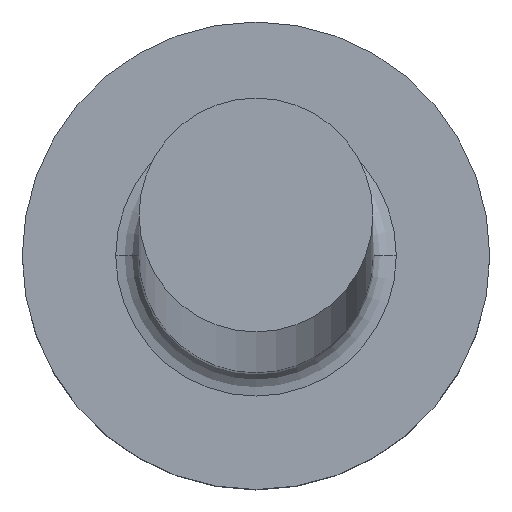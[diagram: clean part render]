
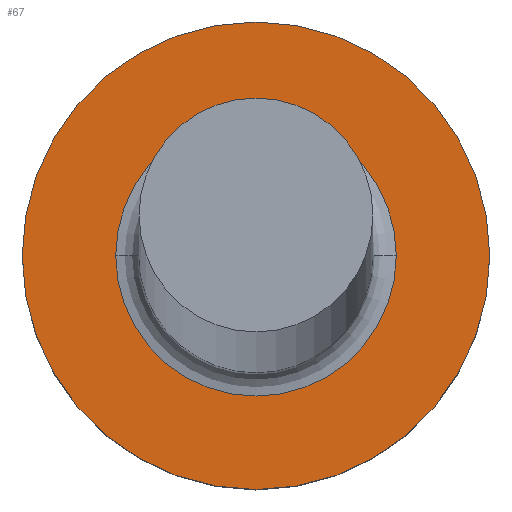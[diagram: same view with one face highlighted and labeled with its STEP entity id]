
A CAD part, top view. The second image highlights one B-rep face of the part: STEP entity #67.
In plain terms, the highlighted planar face has unit normal (0, 0, 1).
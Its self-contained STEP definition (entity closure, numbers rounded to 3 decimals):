
#12 = FACE_BOUND ( 'NONE', #101, .T. ) ;
#13 = DIRECTION ( 'NONE',  ( 1., 0., 0. ) ) ;
#15 = CARTESIAN_POINT ( 'NONE',  ( 0., 0., 2. ) ) ;
#16 = CARTESIAN_POINT ( 'NONE',  ( -2., 0., 2. ) ) ;
#32 = PLANE ( 'NONE',  #260 ) ;
#34 = CARTESIAN_POINT ( 'NONE',  ( 0., 0., 2. ) ) ;
#35 = CARTESIAN_POINT ( 'NONE',  ( 0., 0., 2. ) ) ;
#55 = CARTESIAN_POINT ( 'NONE',  ( 1.2, 0., 2. ) ) ;
#57 = VERTEX_POINT ( 'NONE', #59 ) ;
#59 = CARTESIAN_POINT ( 'NONE',  ( 2., 0., 2. ) ) ;
#65 = DIRECTION ( 'NONE',  ( 0., 0., 1. ) ) ;
#67 = ADVANCED_FACE ( 'NONE', ( #12, #231 ), #32, .T. ) ;
#68 = AXIS2_PLACEMENT_3D ( 'NONE', #34, #174, #13 ) ;
#70 = ORIENTED_EDGE ( 'NONE', *, *, #107, .T. ) ;
#86 = CIRCLE ( 'NONE', #159, 1.2 ) ;
#98 = CIRCLE ( 'NONE', #184, 2. ) ;
#101 = EDGE_LOOP ( 'NONE', ( #300, #219 ) ) ;
#105 = DIRECTION ( 'NONE',  ( 0., 0., -1. ) ) ;
#107 = EDGE_CURVE ( 'NONE', #57, #302, #292, .T. ) ;
#110 = AXIS2_PLACEMENT_3D ( 'NONE', #35, #105, #203 ) ;
#119 = VERTEX_POINT ( 'NONE', #306 ) ;
#133 = EDGE_CURVE ( 'NONE', #119, #167, #168, .T. ) ;
#148 = DIRECTION ( 'NONE',  ( 1., 0., 0. ) ) ;
#149 = DIRECTION ( 'NONE',  ( 0., 0., -1. ) ) ;
#154 = EDGE_CURVE ( 'NONE', #167, #119, #86, .T. ) ;
#156 = DIRECTION ( 'NONE',  ( 1., 0., 0. ) ) ;
#159 = AXIS2_PLACEMENT_3D ( 'NONE', #179, #149, #253 ) ;
#167 = VERTEX_POINT ( 'NONE', #55 ) ;
#168 = CIRCLE ( 'NONE', #110, 1.2 ) ;
#174 = DIRECTION ( 'NONE',  ( 0., 0., 1. ) ) ;
#179 = CARTESIAN_POINT ( 'NONE',  ( 0., 0., 2. ) ) ;
#184 = AXIS2_PLACEMENT_3D ( 'NONE', #258, #65, #156 ) ;
#195 = ORIENTED_EDGE ( 'NONE', *, *, #255, .T. ) ;
#203 = DIRECTION ( 'NONE',  ( 1., 0., 0. ) ) ;
#219 = ORIENTED_EDGE ( 'NONE', *, *, #133, .T. ) ;
#220 = EDGE_LOOP ( 'NONE', ( #195, #70 ) ) ;
#231 = FACE_OUTER_BOUND ( 'NONE', #220, .T. ) ;
#253 = DIRECTION ( 'NONE',  ( 1., 0., 0. ) ) ;
#255 = EDGE_CURVE ( 'NONE', #302, #57, #98, .T. ) ;
#258 = CARTESIAN_POINT ( 'NONE',  ( 0., 0., 2. ) ) ;
#260 = AXIS2_PLACEMENT_3D ( 'NONE', #15, #280, #148 ) ;
#280 = DIRECTION ( 'NONE',  ( 0., 0., 1. ) ) ;
#292 = CIRCLE ( 'NONE', #68, 2. ) ;
#300 = ORIENTED_EDGE ( 'NONE', *, *, #154, .T. ) ;
#302 = VERTEX_POINT ( 'NONE', #16 ) ;
#306 = CARTESIAN_POINT ( 'NONE',  ( -1.2, 0., 2. ) ) ;
